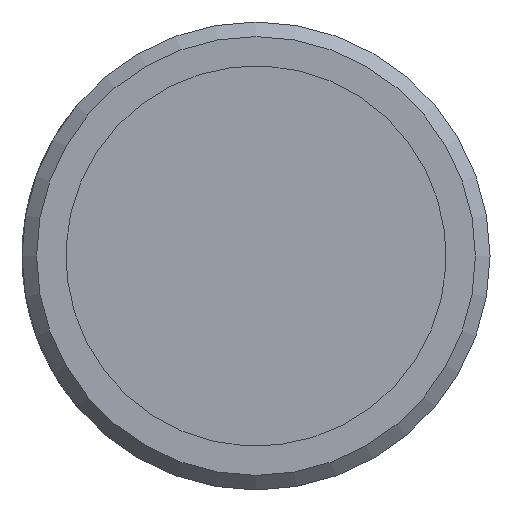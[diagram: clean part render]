
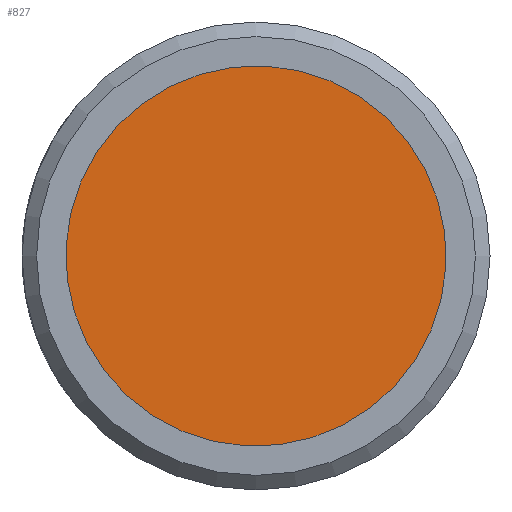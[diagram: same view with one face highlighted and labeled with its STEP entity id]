
A CAD part, front view. The second image highlights one B-rep face of the part: STEP entity #827.
In plain terms, the highlighted planar face has unit normal (0, -1, 0).
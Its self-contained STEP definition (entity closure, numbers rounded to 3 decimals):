
#168=FACE_OUTER_BOUND('',#217,.T.);
#217=EDGE_LOOP('',(#532));
#275=CIRCLE('',#898,3.25);
#328=VERTEX_POINT('',#1256);
#409=EDGE_CURVE('',#328,#328,#275,.T.);
#532=ORIENTED_EDGE('',*,*,#409,.T.);
#755=PLANE('',#900);
#827=ADVANCED_FACE('',(#168),#755,.T.);
#898=AXIS2_PLACEMENT_3D('',#1257,#1009,#1010);
#900=AXIS2_PLACEMENT_3D('',#1261,#1014,#1015);
#1009=DIRECTION('center_axis',(0.,-1.,0.));
#1010=DIRECTION('ref_axis',(0.798,0.,0.603));
#1014=DIRECTION('center_axis',(0.,-1.,0.));
#1015=DIRECTION('ref_axis',(0.603,0.,-0.798));
#1256=CARTESIAN_POINT('',(-2.593,-4.9,-1.96));
#1257=CARTESIAN_POINT('Origin',(0.,-4.9,0.));
#1261=CARTESIAN_POINT('Origin',(0.,-4.9,0.));
